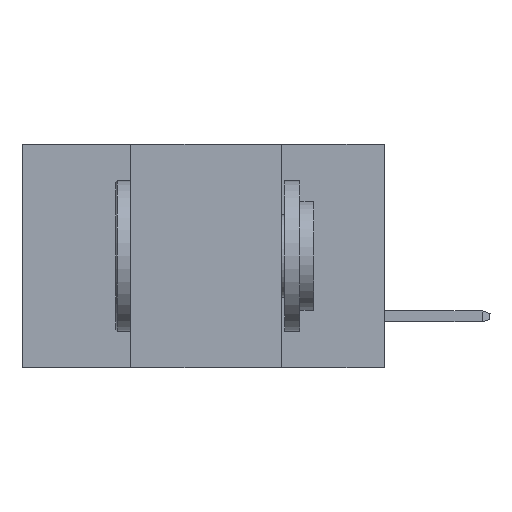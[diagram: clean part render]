
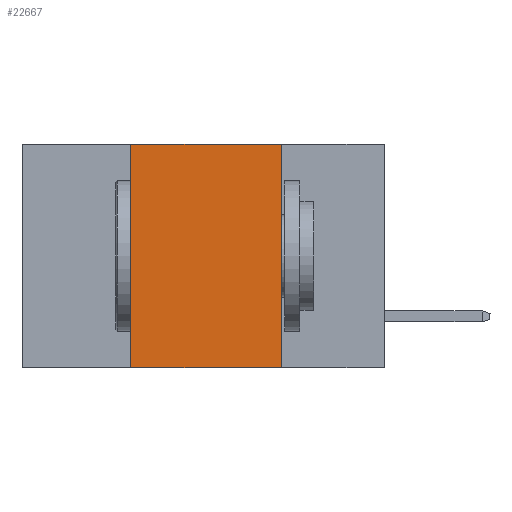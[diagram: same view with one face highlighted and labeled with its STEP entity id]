
A CAD part, left-side view. The second image highlights one B-rep face of the part: STEP entity #22667.
In plain terms, the highlighted planar face has unit normal (-1, 0, 0).
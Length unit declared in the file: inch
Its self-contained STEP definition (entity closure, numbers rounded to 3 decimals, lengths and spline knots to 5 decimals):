
#507 = VECTOR ( 'NONE', #15881, 39.37008 ) ;
#1069 = VECTOR ( 'NONE', #23349, 39.37008 ) ;
#1814 = LINE ( 'NONE', #23807, #5944 ) ;
#1935 = DIRECTION ( 'NONE',  ( 0., -1., 0. ) ) ;
#2365 = VERTEX_POINT ( 'NONE', #6649 ) ;
#3160 = EDGE_CURVE ( 'NONE', #16063, #3567, #11872, .T. ) ;
#3567 = VERTEX_POINT ( 'NONE', #25389 ) ;
#3944 = EDGE_CURVE ( 'NONE', #2365, #6790, #22375, .T. ) ;
#5588 = AXIS2_PLACEMENT_3D ( 'NONE', #25046, #9650, #13128 ) ;
#5944 = VECTOR ( 'NONE', #1935, 39.37008 ) ;
#6649 = CARTESIAN_POINT ( 'NONE',  ( 0., 0.42, -0.37 ) ) ;
#6790 = VERTEX_POINT ( 'NONE', #25302 ) ;
#7515 = ORIENTED_EDGE ( 'NONE', *, *, #25582, .T. ) ;
#7856 = VECTOR ( 'NONE', #18492, 39.37008 ) ;
#8385 = ORIENTED_EDGE ( 'NONE', *, *, #3944, .F. ) ;
#9243 = CARTESIAN_POINT ( 'NONE',  ( 0., 0.17, 0. ) ) ;
#9273 = FACE_OUTER_BOUND ( 'NONE', #15734, .T. ) ;
#9518 = PLANE ( 'NONE',  #5588 ) ;
#9650 = DIRECTION ( 'NONE',  ( 1., 0., 0. ) ) ;
#9951 = CARTESIAN_POINT ( 'NONE',  ( 0., 0.17, -0.37 ) ) ;
#11872 = LINE ( 'NONE', #9951, #507 ) ;
#13128 = DIRECTION ( 'NONE',  ( 0., 0., -1. ) ) ;
#13729 = ORIENTED_EDGE ( 'NONE', *, *, #17951, .F. ) ;
#15734 = EDGE_LOOP ( 'NONE', ( #23127, #13729, #8385, #7515 ) ) ;
#15881 = DIRECTION ( 'NONE',  ( 0., 0., -1. ) ) ;
#16063 = VERTEX_POINT ( 'NONE', #9243 ) ;
#17951 = EDGE_CURVE ( 'NONE', #6790, #16063, #1814, .T. ) ;
#18492 = DIRECTION ( 'NONE',  ( 0., 0., 1. ) ) ;
#19075 = LINE ( 'NONE', #25041, #1069 ) ;
#22375 = LINE ( 'NONE', #24313, #7856 ) ;
#22667 = ADVANCED_FACE ( 'NONE', ( #9273 ), #9518, .F. ) ;
#23127 = ORIENTED_EDGE ( 'NONE', *, *, #3160, .F. ) ;
#23349 = DIRECTION ( 'NONE',  ( 0., -1., 0. ) ) ;
#23807 = CARTESIAN_POINT ( 'NONE',  ( 0., 0.6, 0. ) ) ;
#24313 = CARTESIAN_POINT ( 'NONE',  ( 0., 0.42, -0.37 ) ) ;
#25041 = CARTESIAN_POINT ( 'NONE',  ( 0., 0.6, -0.37 ) ) ;
#25046 = CARTESIAN_POINT ( 'NONE',  ( 0., 0.6, 0. ) ) ;
#25302 = CARTESIAN_POINT ( 'NONE',  ( 0., 0.42, 0. ) ) ;
#25389 = CARTESIAN_POINT ( 'NONE',  ( 0., 0.17, -0.37 ) ) ;
#25582 = EDGE_CURVE ( 'NONE', #2365, #3567, #19075, .T. ) ;
